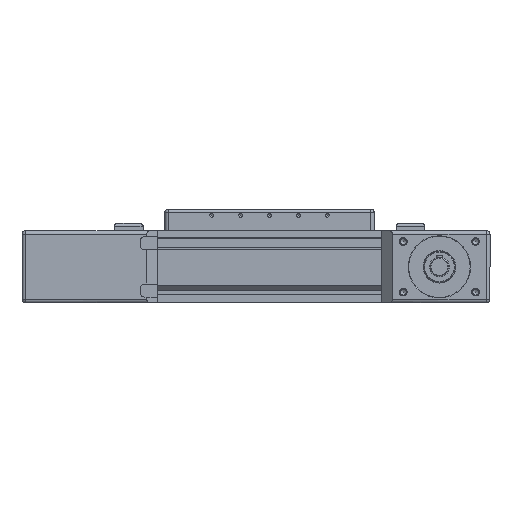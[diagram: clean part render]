
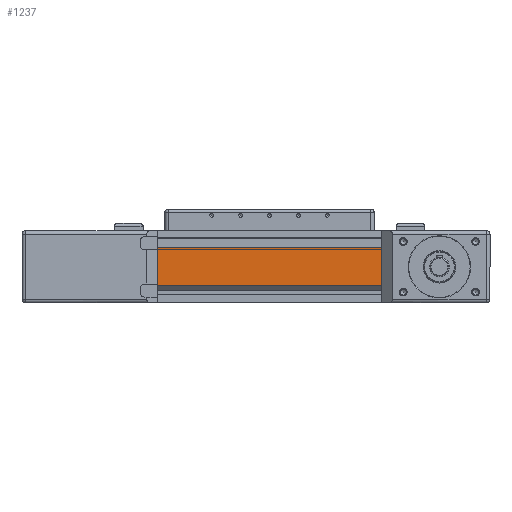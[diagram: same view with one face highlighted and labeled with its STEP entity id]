
A CAD part, left-side view. The second image highlights one B-rep face of the part: STEP entity #1237.
In plain terms, the highlighted planar face has unit normal (-1, 0, 0).
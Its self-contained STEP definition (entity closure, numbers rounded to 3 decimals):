
#415=CARTESIAN_POINT('',(-40.,0.0,30.45));
#416=VERTEX_POINT('',#415);
#423=CARTESIAN_POINT('',(-40.0,0.0,9.8));
#424=VERTEX_POINT('',#423);
#425=CARTESIAN_POINT('',(-40.,0.0,30.45));
#426=DIRECTION('',(0.0,0.0,-1.0));
#427=VECTOR('',#426,20.65);
#428=LINE('',#425,#427);
#429=EDGE_CURVE('',#416,#424,#428,.T.);
#1195=CARTESIAN_POINT('',(-40.,124.0,30.45));
#1196=VERTEX_POINT('',#1195);
#1203=CARTESIAN_POINT('',(-40.,0.0,30.45));
#1204=DIRECTION('',(0.0,1.0,0.0));
#1205=VECTOR('',#1204,124.0);
#1206=LINE('',#1203,#1205);
#1207=EDGE_CURVE('',#416,#1196,#1206,.T.);
#1214=CARTESIAN_POINT('',(-40.,0.0,30.45));
#1215=DIRECTION('',(-1.0,0.0,0.0));
#1216=DIRECTION('',(0.0,0.0,1.0));
#1217=AXIS2_PLACEMENT_3D('',#1214,#1215,#1216);
#1218=PLANE('',#1217);
#1219=CARTESIAN_POINT('',(-40.0,124.0,9.8));
#1220=VERTEX_POINT('',#1219);
#1221=CARTESIAN_POINT('',(-40.,124.0,30.45));
#1222=DIRECTION('',(0.0,0.0,-1.0));
#1223=VECTOR('',#1222,20.65);
#1224=LINE('',#1221,#1223);
#1225=EDGE_CURVE('',#1196,#1220,#1224,.T.);
#1226=ORIENTED_EDGE('',*,*,#1225,.T.);
#1227=CARTESIAN_POINT('',(-40.0,0.0,9.8));
#1228=DIRECTION('',(0.0,1.0,0.0));
#1229=VECTOR('',#1228,124.0);
#1230=LINE('',#1227,#1229);
#1231=EDGE_CURVE('',#424,#1220,#1230,.T.);
#1232=ORIENTED_EDGE('',*,*,#1231,.F.);
#1233=ORIENTED_EDGE('',*,*,#429,.F.);
#1234=ORIENTED_EDGE('',*,*,#1207,.T.);
#1235=EDGE_LOOP('',(#1226,#1232,#1233,#1234));
#1236=FACE_OUTER_BOUND('',#1235,.T.);
#1237=ADVANCED_FACE('',(#1236),#1218,.T.);
